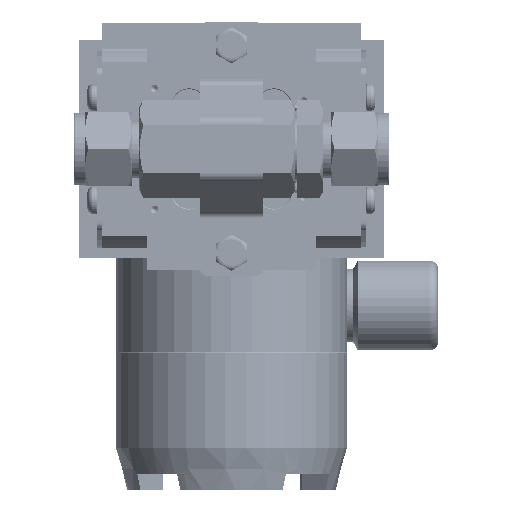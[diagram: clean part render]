
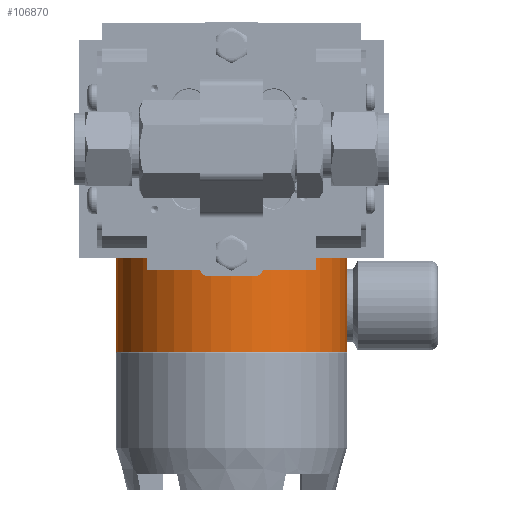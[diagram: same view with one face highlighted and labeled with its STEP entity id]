
A CAD part, front view. The second image highlights one B-rep face of the part: STEP entity #106870.
In plain terms, the highlighted cylindrical face has radius 34.734 mm (diameter 69.469 mm), a partial arc.
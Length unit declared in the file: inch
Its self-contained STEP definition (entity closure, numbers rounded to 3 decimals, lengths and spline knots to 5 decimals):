
#244 = DIRECTION ( 'NONE',  ( 0., 0., 1. ) ) ;
#576 = DIRECTION ( 'NONE',  ( 0., 0., 1. ) ) ;
#5930 = LINE ( 'NONE', #59506, #108679 ) ;
#16396 = VECTOR ( 'NONE', #37968, 39.37008 ) ;
#19062 = EDGE_CURVE ( 'NONE', #127124, #121414, #150821, .T. ) ;
#19161 = EDGE_CURVE ( 'NONE', #121414, #110407, #107905, .T. ) ;
#23348 = CARTESIAN_POINT ( 'NONE',  ( 1.368, 4.391, -1.29 ) ) ;
#28675 = CARTESIAN_POINT ( 'NONE',  ( 0.0005, 4.391, -3.23 ) ) ;
#37968 = DIRECTION ( 'NONE',  ( 0., 0., 1. ) ) ;
#46473 = CARTESIAN_POINT ( 'NONE',  ( -1.367, 4.391, -1.29 ) ) ;
#49110 = AXIS2_PLACEMENT_3D ( 'NONE', #71925, #576, #84005 ) ;
#55663 = EDGE_LOOP ( 'NONE', ( #151641, #131645, #125468, #107471 ) ) ;
#59506 = CARTESIAN_POINT ( 'NONE',  ( -1.367, 4.391, -3.23 ) ) ;
#66179 = AXIS2_PLACEMENT_3D ( 'NONE', #28675, #88191, #135694 ) ;
#69083 = CARTESIAN_POINT ( 'NONE',  ( 0.0005, 4.391, -1.29 ) ) ;
#71925 = CARTESIAN_POINT ( 'NONE',  ( 0.0005, 4.391, -2.4 ) ) ;
#72751 = EDGE_CURVE ( 'NONE', #127124, #136059, #5930, .T. ) ;
#80042 = CARTESIAN_POINT ( 'NONE',  ( -1.367, 4.391, -2.4 ) ) ;
#81179 = DIRECTION ( 'NONE',  ( 1., 0., 0. ) ) ;
#84005 = DIRECTION ( 'NONE',  ( -1., 0., 0. ) ) ;
#85146 = CYLINDRICAL_SURFACE ( 'NONE', #66179, 1.3675 ) ;
#88191 = DIRECTION ( 'NONE',  ( 0., 0., 1. ) ) ;
#89816 = CARTESIAN_POINT ( 'NONE',  ( 1.368, 4.391, -2.4 ) ) ;
#92677 = FACE_OUTER_BOUND ( 'NONE', #55663, .T. ) ;
#106870 = ADVANCED_FACE ( 'NONE', ( #92677 ), #85146, .T. ) ;
#107471 = ORIENTED_EDGE ( 'NONE', *, *, #72751, .F. ) ;
#107905 = LINE ( 'NONE', #133064, #16396 ) ;
#108679 = VECTOR ( 'NONE', #244, 39.37008 ) ;
#110407 = VERTEX_POINT ( 'NONE', #23348 ) ;
#121414 = VERTEX_POINT ( 'NONE', #89816 ) ;
#125468 = ORIENTED_EDGE ( 'NONE', *, *, #149913, .T. ) ;
#127124 = VERTEX_POINT ( 'NONE', #80042 ) ;
#128034 = AXIS2_PLACEMENT_3D ( 'NONE', #69083, #152711, #81179 ) ;
#131645 = ORIENTED_EDGE ( 'NONE', *, *, #19161, .T. ) ;
#133064 = CARTESIAN_POINT ( 'NONE',  ( 1.368, 4.391, -3.23 ) ) ;
#135694 = DIRECTION ( 'NONE',  ( -1., 0., 0. ) ) ;
#136059 = VERTEX_POINT ( 'NONE', #46473 ) ;
#139070 = CIRCLE ( 'NONE', #128034, 1.3675 ) ;
#149913 = EDGE_CURVE ( 'NONE', #110407, #136059, #139070, .T. ) ;
#150821 = CIRCLE ( 'NONE', #49110, 1.3675 ) ;
#151641 = ORIENTED_EDGE ( 'NONE', *, *, #19062, .T. ) ;
#152711 = DIRECTION ( 'NONE',  ( 0., 0., -1. ) ) ;
